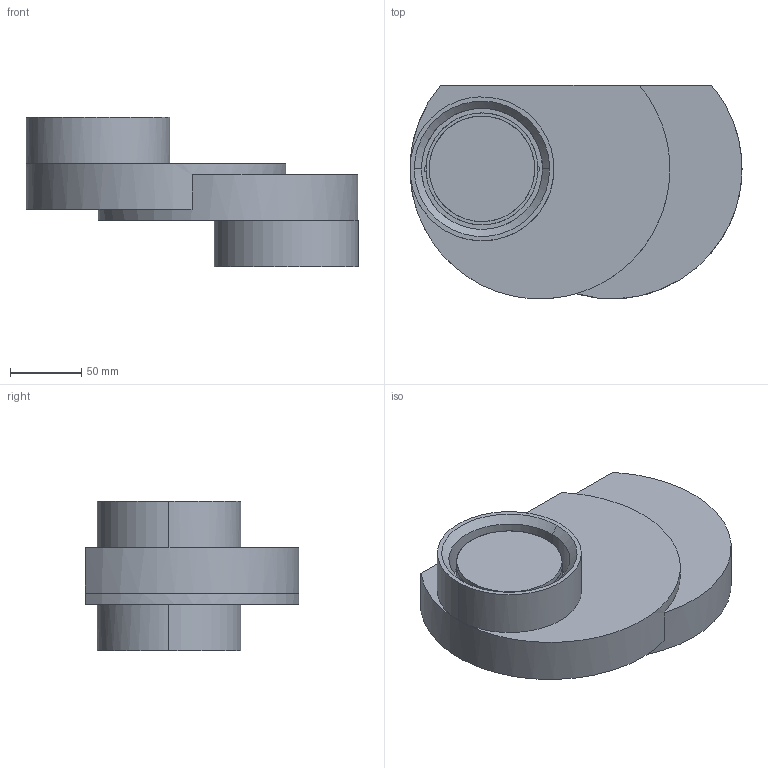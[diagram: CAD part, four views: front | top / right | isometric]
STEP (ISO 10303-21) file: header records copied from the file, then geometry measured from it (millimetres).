
FILE_DESCRIPTION(/* description */ (''),/* implementation_level */ '2;1');
FILE_NAME(/* name */ 'T362',/* time_stamp */ '2020-10-01T17:59:47+02:00',/* author */ (''),/* organization */ (''),/* preprocessor_version */ 'ST-DEVELOPER v16.5',/* originating_system */ '',/* authorisation */ '');
FILE_SCHEMA (('AUTOMOTIVE_DESIGN'));
Length unit declared in the file: millimetre
Products named in the file (1): Document
Bounding box: 233.02 x 150 x 105 mm (x, y, z)
Volume: 886000.9 mm3; surface area: 271406.2 mm2
Topology: 19 solids, 25 shells, 400 faces, 933 edges, 614 vertices
Faces by surface type: bspline 262, plane 138
Entity records: 12621 total; most frequent: CARTESIAN_POINT 6888, ORIENTED_EDGE 1850, EDGE_CURVE 931, VERTEX_POINT 613, EDGE_LOOP 508, ADVANCED_FACE 400, FACE_OUTER_BOUND 400, B_SPLINE_CURVE_WITH_KNOTS 218
